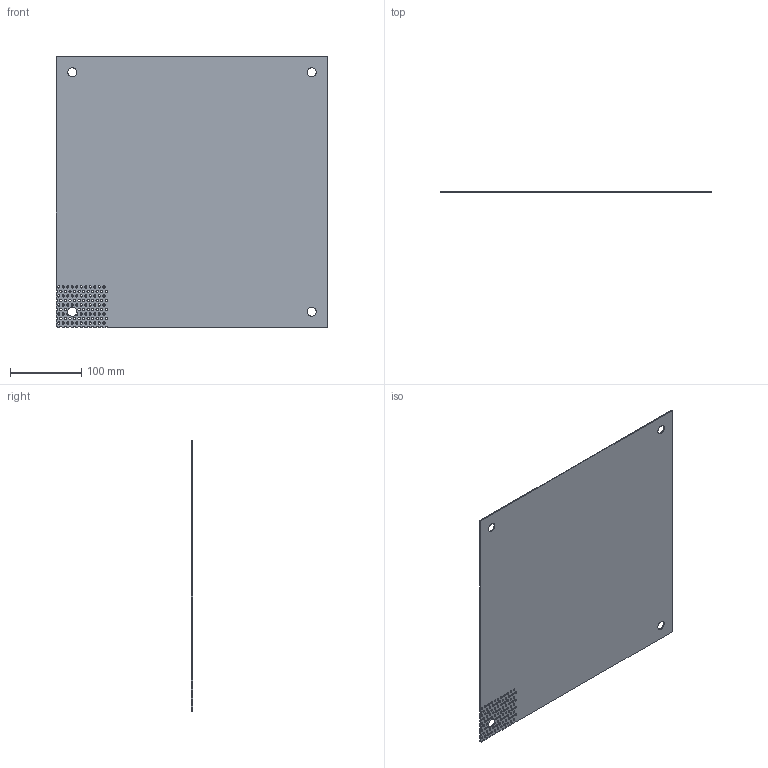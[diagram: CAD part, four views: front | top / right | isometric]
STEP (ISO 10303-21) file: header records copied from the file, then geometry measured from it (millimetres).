
FILE_DESCRIPTION (( 'STEP AP203' ), '1' );
FILE_NAME ('18P1515PP_Default.step', '2019-09-13T18:05:45', ( '' ), ( '' ), 'SwSTEP 2.0', 'SolidWorks 2018', '' );
FILE_SCHEMA (( 'CONFIG_CONTROL_DESIGN' ));
Length unit declared in the file: inch
Products named in the file (1): 18P1515PP_Default
Bounding box: 381 x 1.45 x 381 mm (x, y, z)
Volume: 208245.7 mm3; surface area: 291517.5 mm2
Topology: 1 solids, 1 shells, 251 faces, 747 edges, 498 vertices
Faces by surface type: cylinder 230, plane 21
Entity records: 9172 total; most frequent: DIRECTION 1711, CARTESIAN_POINT 1497, ORIENTED_EDGE 1494, EDGE_CURVE 747, AXIS2_PLACEMENT_3D 712, VERTEX_POINT 498, CIRCLE 460, EDGE_LOOP 447
